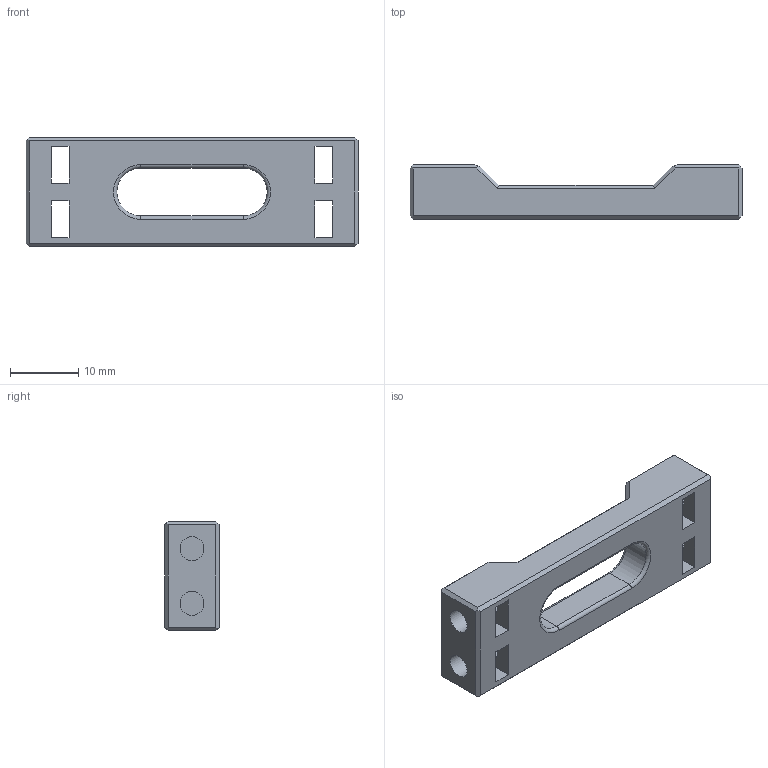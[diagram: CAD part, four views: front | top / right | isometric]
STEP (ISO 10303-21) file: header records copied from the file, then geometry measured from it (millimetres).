
FILE_DESCRIPTION(/* description */ (''),/* implementation_level */ '2;1');
FILE_NAME(/* name */ 'LegRib.step',/* time_stamp */ '2023-01-01T02:11:21-06:00',/* author */ (''),/* organization */ (''),/* preprocessor_version */ 'ST-DEVELOPER v19.2',/* originating_system */ 'Autodesk Translation Framework v11.17.0.187',/* authorisation */ '');
FILE_SCHEMA (('AUTOMOTIVE_DESIGN { 1 0 10303 214 3 1 1 }'));
Length unit declared in the file: millimetre
Products named in the file (1): LegRib
Bounding box: 48.6 x 8 x 16 mm (x, y, z)
Volume: 3419.1 mm3; surface area: 3072.7 mm2
Topology: 1 solids, 1 shells, 73 faces, 192 edges, 124 vertices
Faces by surface type: plane 55, cylinder 14, torus 4
Full cylindrical faces by diameter (mm): 3.5 x8
Entity records: 2317 total; most frequent: CARTESIAN_POINT 418, ORIENTED_EDGE 384, DIRECTION 372, EDGE_CURVE 192, LINE 156, VECTOR 156, VERTEX_POINT 124, AXIS2_PLACEMENT_3D 108
